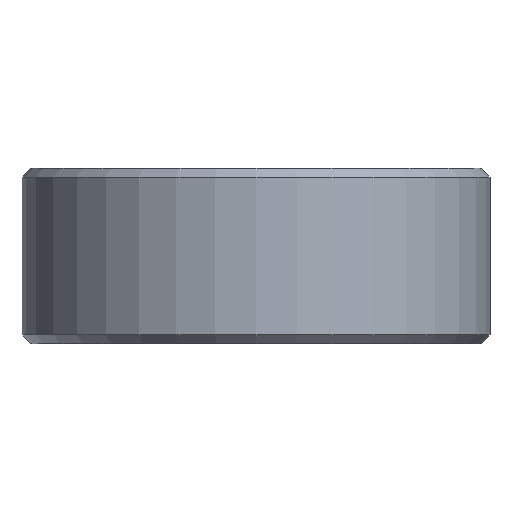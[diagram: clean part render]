
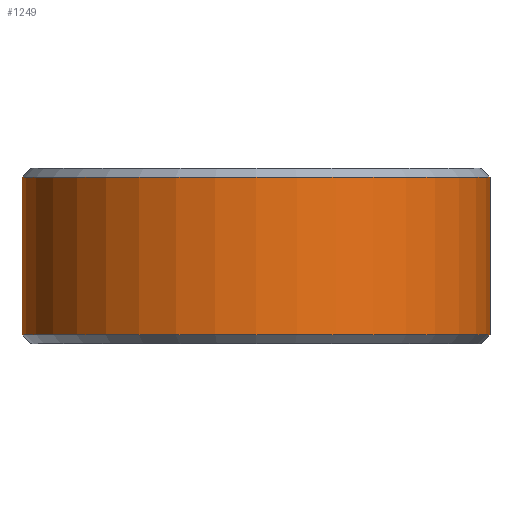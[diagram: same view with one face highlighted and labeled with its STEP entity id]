
A CAD part, front view. The second image highlights one B-rep face of the part: STEP entity #1249.
In plain terms, the highlighted cylindrical face has radius 9.525 mm (diameter 19.05 mm), a partial arc.
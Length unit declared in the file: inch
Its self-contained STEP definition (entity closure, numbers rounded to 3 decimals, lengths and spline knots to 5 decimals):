
#3 = FACE_OUTER_BOUND ( 'NONE', #119, .T. ) ;
#19 = CARTESIAN_POINT ( 'NONE',  ( 0.375, 0., 0.12656 ) ) ;
#23 = EDGE_CURVE ( 'NONE', #773, #750, #1320, .T. ) ;
#102 = ORIENTED_EDGE ( 'NONE', *, *, #23, .F. ) ;
#105 = DIRECTION ( 'NONE',  ( 0., 0., 1. ) ) ;
#119 = EDGE_LOOP ( 'NONE', ( #469, #435, #284, #102 ) ) ;
#200 = CARTESIAN_POINT ( 'NONE',  ( 0., 0., 0.14063 ) ) ;
#207 = CARTESIAN_POINT ( 'NONE',  ( -0.375, 0., 0.12656 ) ) ;
#278 = EDGE_CURVE ( 'NONE', #823, #1480, #954, .T. ) ;
#284 = ORIENTED_EDGE ( 'NONE', *, *, #1134, .T. ) ;
#435 = ORIENTED_EDGE ( 'NONE', *, *, #278, .T. ) ;
#445 = LINE ( 'NONE', #775, #1311 ) ;
#469 = ORIENTED_EDGE ( 'NONE', *, *, #975, .F. ) ;
#567 = CARTESIAN_POINT ( 'NONE',  ( -0.375, 0., -0.12656 ) ) ;
#624 = LINE ( 'NONE', #1467, #927 ) ;
#631 = AXIS2_PLACEMENT_3D ( 'NONE', #1446, #802, #1231 ) ;
#646 = DIRECTION ( 'NONE',  ( 0., 0., 1. ) ) ;
#671 = DIRECTION ( 'NONE',  ( 1., 0., 0. ) ) ;
#742 = AXIS2_PLACEMENT_3D ( 'NONE', #1486, #1376, #1275 ) ;
#750 = VERTEX_POINT ( 'NONE', #19 ) ;
#773 = VERTEX_POINT ( 'NONE', #207 ) ;
#775 = CARTESIAN_POINT ( 'NONE',  ( 0.375, 0., 0.14063 ) ) ;
#802 = DIRECTION ( 'NONE',  ( 0., 0., 1. ) ) ;
#823 = VERTEX_POINT ( 'NONE', #567 ) ;
#880 = CYLINDRICAL_SURFACE ( 'NONE', #941, 0.375 ) ;
#888 = CARTESIAN_POINT ( 'NONE',  ( 0.375, 0., -0.12656 ) ) ;
#903 = DIRECTION ( 'NONE',  ( 0., 0., 1. ) ) ;
#927 = VECTOR ( 'NONE', #105, 39.37008 ) ;
#941 = AXIS2_PLACEMENT_3D ( 'NONE', #200, #903, #671 ) ;
#954 = CIRCLE ( 'NONE', #631, 0.375 ) ;
#975 = EDGE_CURVE ( 'NONE', #823, #773, #624, .T. ) ;
#1134 = EDGE_CURVE ( 'NONE', #1480, #750, #445, .T. ) ;
#1231 = DIRECTION ( 'NONE',  ( 1., 0., 0. ) ) ;
#1249 = ADVANCED_FACE ( 'NONE', ( #3 ), #880, .T. ) ;
#1275 = DIRECTION ( 'NONE',  ( 1., 0., 0. ) ) ;
#1311 = VECTOR ( 'NONE', #646, 39.37008 ) ;
#1320 = CIRCLE ( 'NONE', #742, 0.375 ) ;
#1376 = DIRECTION ( 'NONE',  ( 0., 0., 1. ) ) ;
#1446 = CARTESIAN_POINT ( 'NONE',  ( 0., 0., -0.12656 ) ) ;
#1467 = CARTESIAN_POINT ( 'NONE',  ( -0.375, 0., 0.14063 ) ) ;
#1480 = VERTEX_POINT ( 'NONE', #888 ) ;
#1486 = CARTESIAN_POINT ( 'NONE',  ( 0., 0., 0.12656 ) ) ;
